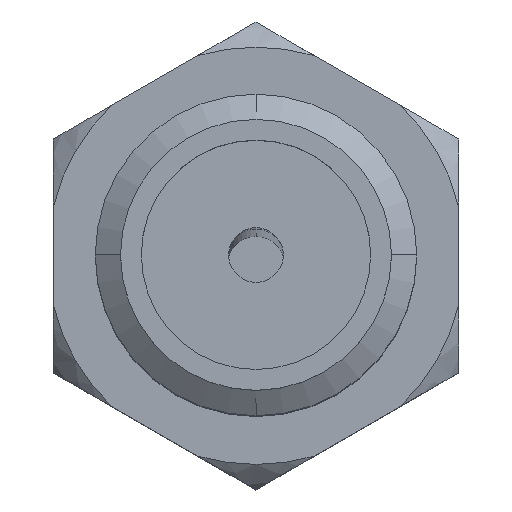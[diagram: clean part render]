
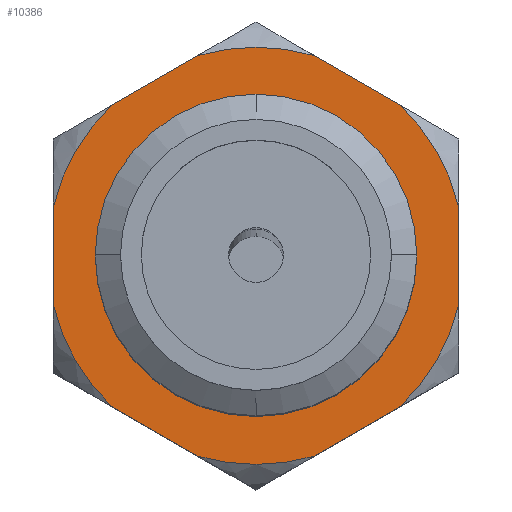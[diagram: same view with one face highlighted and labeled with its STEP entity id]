
A CAD part, top view. The second image highlights one B-rep face of the part: STEP entity #10386.
In plain terms, the highlighted planar face has unit normal (0, 0, 1).
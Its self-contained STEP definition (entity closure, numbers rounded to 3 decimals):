
#57 = CARTESIAN_POINT ( 'NONE',  ( 2.851, 2.973, 2.5 ) ) ;
#303 = ORIENTED_EDGE ( 'NONE', *, *, #882, .T. ) ;
#307 = FACE_BOUND ( 'NONE', #4425, .T. ) ;
#490 = LINE ( 'NONE', #10456, #5201 ) ;
#687 = AXIS2_PLACEMENT_3D ( 'NONE', #6330, #1779, #8302 ) ;
#882 = EDGE_CURVE ( 'NONE', #5287, #9923, #7927, .T. ) ;
#884 = ORIENTED_EDGE ( 'NONE', *, *, #11738, .F. ) ;
#1137 = CARTESIAN_POINT ( 'NONE',  ( -4.2, -4.325, 2.5 ) ) ;
#1160 = VECTOR ( 'NONE', #5990, 1000. ) ;
#1448 = EDGE_CURVE ( 'NONE', #11412, #3983, #11061, .T. ) ;
#1659 = DIRECTION ( 'NONE',  ( -1., 0., 0. ) ) ;
#1709 = DIRECTION ( 'NONE',  ( 0., 0., 1. ) ) ;
#1729 = VERTEX_POINT ( 'NONE', #4968 ) ;
#1751 = EDGE_CURVE ( 'NONE', #9817, #3574, #9443, .T. ) ;
#1779 = DIRECTION ( 'NONE',  ( 0., 0., 1. ) ) ;
#1859 = AXIS2_PLACEMENT_3D ( 'NONE', #1137, #11311, #7583 ) ;
#1879 = CIRCLE ( 'NONE', #687, 4.119 ) ;
#1987 = CIRCLE ( 'NONE', #4589, 4.119 ) ;
#2012 = CARTESIAN_POINT ( 'NONE',  ( 1.149, 3.955, 2.5 ) ) ;
#2029 = CARTESIAN_POINT ( 'NONE',  ( 0., 0., 2.5 ) ) ;
#2242 = EDGE_CURVE ( 'NONE', #11412, #3888, #5622, .T. ) ;
#2372 = ORIENTED_EDGE ( 'NONE', *, *, #2242, .T. ) ;
#2444 = ORIENTED_EDGE ( 'NONE', *, *, #1751, .F. ) ;
#2475 = DIRECTION ( 'NONE',  ( 0., 0., 1. ) ) ;
#2914 = AXIS2_PLACEMENT_3D ( 'NONE', #6077, #2475, #1659 ) ;
#2999 = VERTEX_POINT ( 'NONE', #6859 ) ;
#3030 = CARTESIAN_POINT ( 'NONE',  ( -2.851, 2.973, 2.5 ) ) ;
#3093 = CARTESIAN_POINT ( 'NONE',  ( 4., -0.982, 2.5 ) ) ;
#3115 = CIRCLE ( 'NONE', #6425, 4.119 ) ;
#3272 = LINE ( 'NONE', #9644, #10796 ) ;
#3431 = CARTESIAN_POINT ( 'NONE',  ( -0.107, 4.68, 2.5 ) ) ;
#3574 = VERTEX_POINT ( 'NONE', #57 ) ;
#3768 = ORIENTED_EDGE ( 'NONE', *, *, #8459, .T. ) ;
#3799 = AXIS2_PLACEMENT_3D ( 'NONE', #8903, #1709, #7223 ) ;
#3888 = VERTEX_POINT ( 'NONE', #3093 ) ;
#3970 = ORIENTED_EDGE ( 'NONE', *, *, #11389, .F. ) ;
#3983 = VERTEX_POINT ( 'NONE', #5013 ) ;
#4040 = ORIENTED_EDGE ( 'NONE', *, *, #1448, .F. ) ;
#4140 = VERTEX_POINT ( 'NONE', #9192 ) ;
#4323 = DIRECTION ( 'NONE',  ( 0., 0., 1. ) ) ;
#4366 = DIRECTION ( 'NONE',  ( -1., 0., 0. ) ) ;
#4425 = EDGE_LOOP ( 'NONE', ( #6037, #303 ) ) ;
#4510 = DIRECTION ( 'NONE',  ( -0.866, -0.5, 0. ) ) ;
#4567 = VERTEX_POINT ( 'NONE', #9146 ) ;
#4589 = AXIS2_PLACEMENT_3D ( 'NONE', #6433, #5558, #4636 ) ;
#4636 = DIRECTION ( 'NONE',  ( -1., 0., 0. ) ) ;
#4861 = DIRECTION ( 'NONE',  ( -0.866, 0.5, 0. ) ) ;
#4941 = ORIENTED_EDGE ( 'NONE', *, *, #9414, .F. ) ;
#4968 = CARTESIAN_POINT ( 'NONE',  ( -1.149, -3.955, 2.5 ) ) ;
#4999 = CARTESIAN_POINT ( 'NONE',  ( 3.175, 0., 2.5 ) ) ;
#5013 = CARTESIAN_POINT ( 'NONE',  ( 1.149, -3.955, 2.5 ) ) ;
#5103 = EDGE_LOOP ( 'NONE', ( #8576, #2444, #7424, #7693, #3768, #3970, #6590, #4941, #5517, #4040, #2372, #884 ) ) ;
#5201 = VECTOR ( 'NONE', #4861, 1000. ) ;
#5287 = VERTEX_POINT ( 'NONE', #6544 ) ;
#5292 = DIRECTION ( 'NONE',  ( 0.866, -0.5, 0. ) ) ;
#5389 = LINE ( 'NONE', #6609, #7715 ) ;
#5517 = ORIENTED_EDGE ( 'NONE', *, *, #5845, .T. ) ;
#5558 = DIRECTION ( 'NONE',  ( 0., 0., 1. ) ) ;
#5622 = CIRCLE ( 'NONE', #6625, 4.119 ) ;
#5845 = EDGE_CURVE ( 'NONE', #1729, #3983, #9754, .T. ) ;
#5990 = DIRECTION ( 'NONE',  ( 0.866, 0.5, 0. ) ) ;
#6006 = DIRECTION ( 'NONE',  ( 0., -1., 0. ) ) ;
#6037 = ORIENTED_EDGE ( 'NONE', *, *, #11622, .T. ) ;
#6077 = CARTESIAN_POINT ( 'NONE',  ( 0., 0., 2.5 ) ) ;
#6161 = CARTESIAN_POINT ( 'NONE',  ( 0., 0., 2.5 ) ) ;
#6330 = CARTESIAN_POINT ( 'NONE',  ( 0., 0., 2.5 ) ) ;
#6362 = PLANE ( 'NONE',  #1859 ) ;
#6425 = AXIS2_PLACEMENT_3D ( 'NONE', #6161, #4323, #4366 ) ;
#6433 = CARTESIAN_POINT ( 'NONE',  ( 0., 0., 2.5 ) ) ;
#6544 = CARTESIAN_POINT ( 'NONE',  ( -3.175, 0., 2.5 ) ) ;
#6590 = ORIENTED_EDGE ( 'NONE', *, *, #8619, .T. ) ;
#6609 = CARTESIAN_POINT ( 'NONE',  ( -4., -2.433, 2.5 ) ) ;
#6625 = AXIS2_PLACEMENT_3D ( 'NONE', #9021, #8073, #7988 ) ;
#6689 = VECTOR ( 'NONE', #5292, 1000. ) ;
#6835 = DIRECTION ( 'NONE',  ( 1., 0., 0. ) ) ;
#6859 = CARTESIAN_POINT ( 'NONE',  ( -2.851, -2.973, 2.5 ) ) ;
#7073 = DIRECTION ( 'NONE',  ( 1., 0., 0. ) ) ;
#7223 = DIRECTION ( 'NONE',  ( -1., 0., 0. ) ) ;
#7242 = AXIS2_PLACEMENT_3D ( 'NONE', #2029, #8241, #6835 ) ;
#7285 = CARTESIAN_POINT ( 'NONE',  ( 4.107, -2.248, 2.5 ) ) ;
#7317 = VECTOR ( 'NONE', #4510, 1000. ) ;
#7322 = FACE_OUTER_BOUND ( 'NONE', #5103, .T. ) ;
#7325 = CIRCLE ( 'NONE', #3799, 4.119 ) ;
#7424 = ORIENTED_EDGE ( 'NONE', *, *, #8185, .T. ) ;
#7446 = CARTESIAN_POINT ( 'NONE',  ( 2.851, -2.973, 2.5 ) ) ;
#7583 = DIRECTION ( 'NONE',  ( 1., 0., 0. ) ) ;
#7693 = ORIENTED_EDGE ( 'NONE', *, *, #10484, .F. ) ;
#7715 = VECTOR ( 'NONE', #9203, 1000. ) ;
#7927 = CIRCLE ( 'NONE', #10354, 3.175 ) ;
#7988 = DIRECTION ( 'NONE',  ( -1., 0., 0. ) ) ;
#8060 = CARTESIAN_POINT ( 'NONE',  ( 0., 0., 2.5 ) ) ;
#8073 = DIRECTION ( 'NONE',  ( 0., 0., 1. ) ) ;
#8088 = EDGE_CURVE ( 'NONE', #10647, #3574, #7325, .T. ) ;
#8177 = LINE ( 'NONE', #11349, #1160 ) ;
#8185 = EDGE_CURVE ( 'NONE', #9817, #10691, #1879, .T. ) ;
#8241 = DIRECTION ( 'NONE',  ( 0., 0., -1. ) ) ;
#8302 = DIRECTION ( 'NONE',  ( -1., 0., 0. ) ) ;
#8459 = EDGE_CURVE ( 'NONE', #11627, #4140, #3115, .T. ) ;
#8576 = ORIENTED_EDGE ( 'NONE', *, *, #8088, .T. ) ;
#8619 = EDGE_CURVE ( 'NONE', #4567, #2999, #1987, .T. ) ;
#8903 = CARTESIAN_POINT ( 'NONE',  ( 0., 0., 2.5 ) ) ;
#9021 = CARTESIAN_POINT ( 'NONE',  ( 0., 0., 2.5 ) ) ;
#9146 = CARTESIAN_POINT ( 'NONE',  ( -4., -0.982, 2.5 ) ) ;
#9192 = CARTESIAN_POINT ( 'NONE',  ( -4., 0.982, 2.5 ) ) ;
#9203 = DIRECTION ( 'NONE',  ( 0., 1., 0. ) ) ;
#9279 = CIRCLE ( 'NONE', #7242, 3.175 ) ;
#9414 = EDGE_CURVE ( 'NONE', #1729, #2999, #490, .T. ) ;
#9443 = LINE ( 'NONE', #3431, #6689 ) ;
#9644 = CARTESIAN_POINT ( 'NONE',  ( 4., 2.433, 2.5 ) ) ;
#9754 = CIRCLE ( 'NONE', #2914, 4.119 ) ;
#9817 = VERTEX_POINT ( 'NONE', #2012 ) ;
#9923 = VERTEX_POINT ( 'NONE', #4999 ) ;
#10354 = AXIS2_PLACEMENT_3D ( 'NONE', #8060, #10750, #7073 ) ;
#10386 = ADVANCED_FACE ( 'NONE', ( #7322, #307 ), #6362, .T. ) ;
#10456 = CARTESIAN_POINT ( 'NONE',  ( 0.107, -4.68, 2.5 ) ) ;
#10484 = EDGE_CURVE ( 'NONE', #11627, #10691, #8177, .T. ) ;
#10647 = VERTEX_POINT ( 'NONE', #11589 ) ;
#10691 = VERTEX_POINT ( 'NONE', #10706 ) ;
#10706 = CARTESIAN_POINT ( 'NONE',  ( -1.149, 3.955, 2.5 ) ) ;
#10750 = DIRECTION ( 'NONE',  ( 0., 0., -1. ) ) ;
#10796 = VECTOR ( 'NONE', #6006, 1000. ) ;
#11061 = LINE ( 'NONE', #7285, #7317 ) ;
#11311 = DIRECTION ( 'NONE',  ( 0., 0., 1. ) ) ;
#11349 = CARTESIAN_POINT ( 'NONE',  ( -4.107, 2.248, 2.5 ) ) ;
#11389 = EDGE_CURVE ( 'NONE', #4567, #4140, #5389, .T. ) ;
#11412 = VERTEX_POINT ( 'NONE', #7446 ) ;
#11589 = CARTESIAN_POINT ( 'NONE',  ( 4., 0.982, 2.5 ) ) ;
#11622 = EDGE_CURVE ( 'NONE', #9923, #5287, #9279, .T. ) ;
#11627 = VERTEX_POINT ( 'NONE', #3030 ) ;
#11738 = EDGE_CURVE ( 'NONE', #10647, #3888, #3272, .T. ) ;
